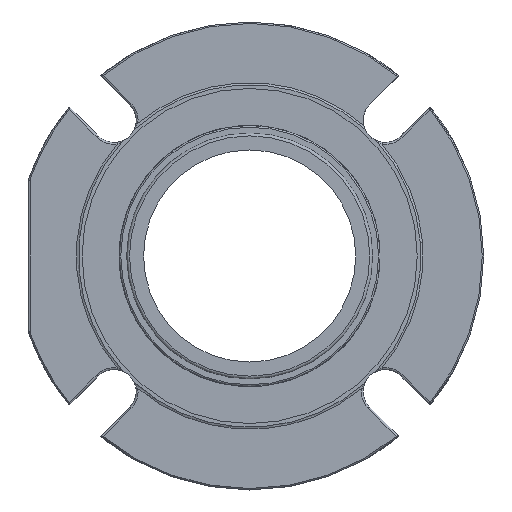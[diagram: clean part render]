
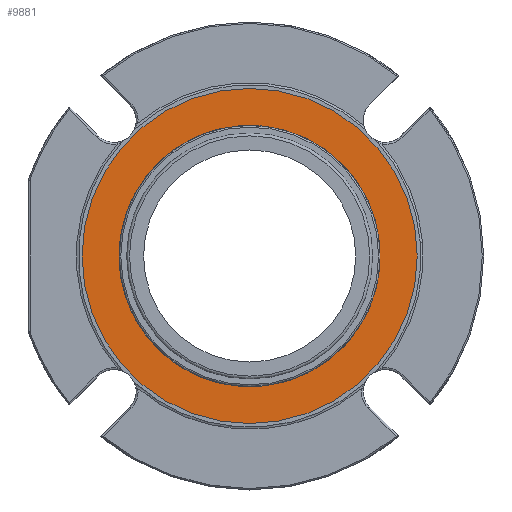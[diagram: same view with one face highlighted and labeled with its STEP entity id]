
A CAD part, left-side view. The second image highlights one B-rep face of the part: STEP entity #9881.
In plain terms, the highlighted planar face has unit normal (-1, 0, 0).
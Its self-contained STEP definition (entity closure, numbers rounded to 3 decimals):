
#408=PLANE('',#10843);
#4311=ORIENTED_EDGE('',*,*,#6103,.T.);
#4312=ORIENTED_EDGE('',*,*,#6102,.F.);
#6102=EDGE_CURVE('',#7136,#7136,#7759,.F.);
#6103=EDGE_CURVE('',#7137,#7137,#7760,.T.);
#7136=VERTEX_POINT('',#20120);
#7137=VERTEX_POINT('',#20123);
#7759=CIRCLE('',#10842,70.803);
#7760=CIRCLE('',#10844,90.869);
#8392=EDGE_LOOP('',(#4311));
#8393=EDGE_LOOP('',(#4312));
#9078=FACE_BOUND('',#8392,.T.);
#9079=FACE_BOUND('',#8393,.T.);
#9881=ADVANCED_FACE('',(#9078,#9079),#408,.F.);
#10842=AXIS2_PLACEMENT_3D('',#20119,#13170,#13171);
#10843=AXIS2_PLACEMENT_3D('',#20121,#13172,#13173);
#10844=AXIS2_PLACEMENT_3D('',#20122,#13174,#13175);
#13170=DIRECTION('',(1.,0.,0.));
#13171=DIRECTION('',(0.,1.,0.));
#13172=DIRECTION('',(1.,0.,0.));
#13173=DIRECTION('',(0.,0.,1.));
#13174=DIRECTION('',(-1.,0.,0.));
#13175=DIRECTION('',(0.,0.,-1.));
#20119=CARTESIAN_POINT('',(-10.249,0.,0.));
#20120=CARTESIAN_POINT('',(-10.249,70.803,0.));
#20121=CARTESIAN_POINT('',(-10.249,0.,90.869));
#20122=CARTESIAN_POINT('',(-10.249,0.,0.));
#20123=CARTESIAN_POINT('',(-10.249,0.,-90.869));
